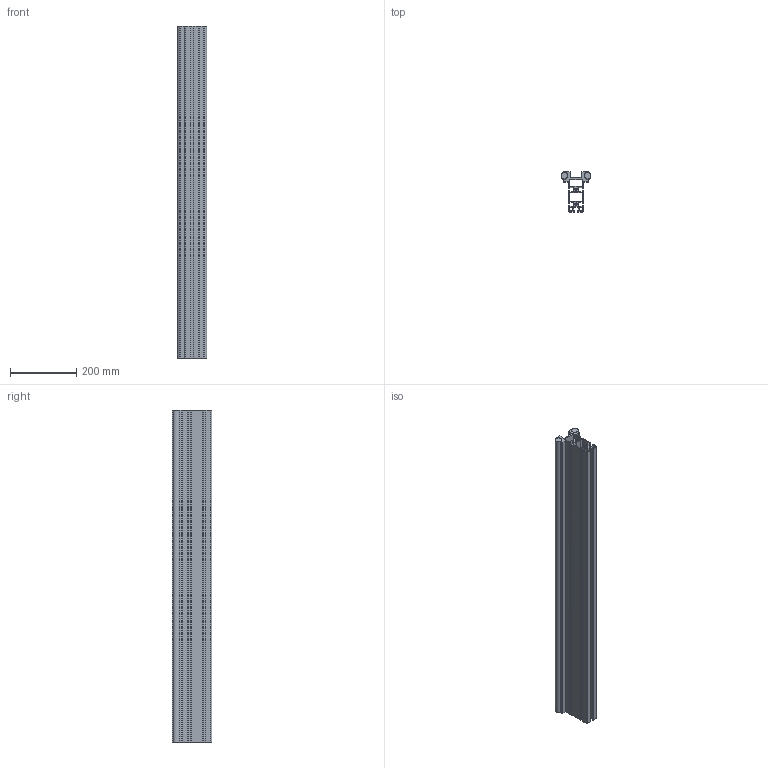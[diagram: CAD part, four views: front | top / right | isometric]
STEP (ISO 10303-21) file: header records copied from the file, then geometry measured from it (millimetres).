
FILE_DESCRIPTION(/* description */ ('PROF.GUIDA -'),/* implementation_level */ '2;1');
FILE_NAME(/* name */ 'BPRGD0000028.stp',/* time_stamp */ '2022-12-07T12:10:55+01:00',/* author */ ('tecnico7'),/* organization */ (''),/* preprocessor_version */ 'ST-DEVELOPER v18.1',/* originating_system */ 'Autodesk Inventor 2022',/* authorisation */ '');
FILE_SCHEMA (('AUTOMOTIVE_DESIGN { 1 0 10303 214 3 1 1 }'));
Length unit declared in the file: millimetre
Products named in the file (3): BPRGD0000028; 440000025688; 440000025689
Assembly tree (3 placements, depth 2):
  BPRGD0000028
    440000025688
    440000025689  x2
Bounding box: 90 x 120 x 1000 mm (x, y, z)
Volume: 2728230.9 mm3; surface area: 1152793.6 mm2
Topology: 3 solids, 3 shells, 198 faces, 580 edges, 388 vertices
Faces by surface type: cylinder 120, plane 78
Full cylindrical faces by diameter (mm): 6.7 x2, 20 x2
Entity records: 6769 total; most frequent: DIRECTION 1217, CARTESIAN_POINT 1164, ORIENTED_EDGE 1154, EDGE_CURVE 577, AXIS2_PLACEMENT_3D 439, VERTEX_POINT 386, LINE 339, VECTOR 339
